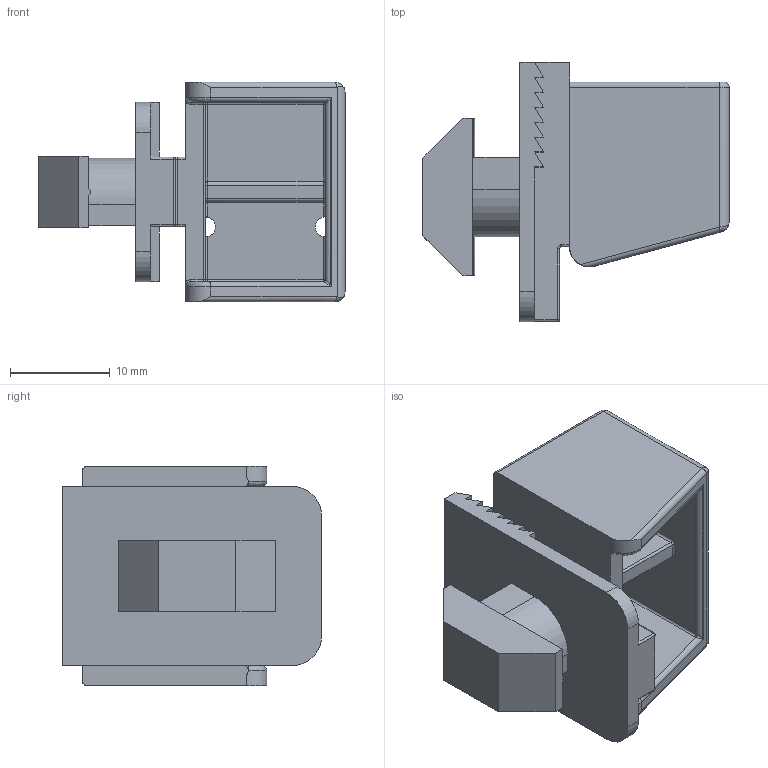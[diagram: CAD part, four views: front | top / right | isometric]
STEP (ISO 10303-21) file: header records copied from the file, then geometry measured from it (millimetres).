
FILE_DESCRIPTION (( 'STEP AP203' ), '1' );
FILE_NAME ('285615101_c_1.STEP', '2023-04-11T13:26:20', ( '' ), ( '' ), 'SwSTEP 2.0', 'SolidWorks 2014', '' );
FILE_SCHEMA (( 'CONFIG_CONTROL_DESIGN' ));
Length unit declared in the file: millimetre
Products named in the file (1): 285615101_c_1
Bounding box: 30.7 x 26 x 22 mm (x, y, z)
Volume: 4818.5 mm3; surface area: 4494.6 mm2
Topology: 1 solids, 1 shells, 168 faces, 438 edges, 266 vertices
Faces by surface type: plane 75, cylinder 57, bspline 34, torus 2
Entity records: 5923 total; most frequent: CARTESIAN_POINT 1951, ORIENTED_EDGE 866, DIRECTION 755, EDGE_CURVE 433, VERTEX_POINT 266, VECTOR 265, LINE 265, AXIS2_PLACEMENT_3D 245
